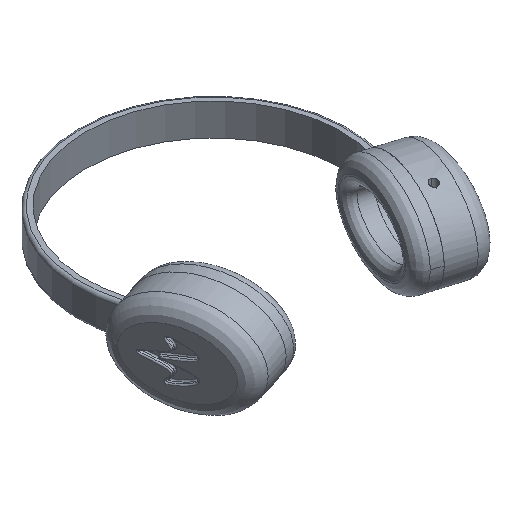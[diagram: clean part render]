
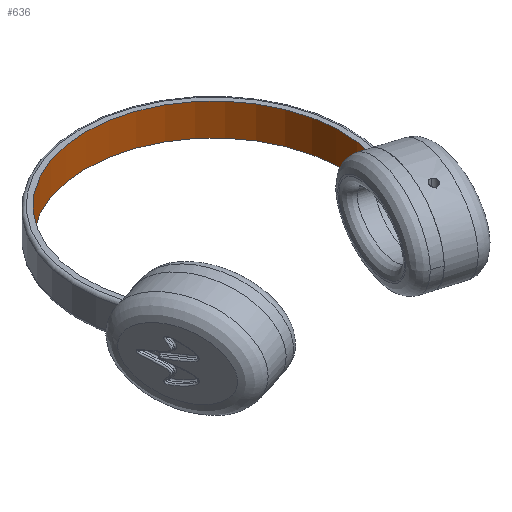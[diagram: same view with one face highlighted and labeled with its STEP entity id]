
A CAD part, isometric view. The second image highlights one B-rep face of the part: STEP entity #636.
In plain terms, the highlighted cylindrical face has radius 101.6 mm (diameter 203.2 mm), a partial arc.
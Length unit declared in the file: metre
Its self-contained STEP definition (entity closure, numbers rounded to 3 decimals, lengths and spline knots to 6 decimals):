
#18=CYLINDRICAL_SURFACE('',#711,0.1016);
#25=CIRCLE('',#712,0.1016);
#26=CIRCLE('',#713,0.1016);
#51=LINE('',#7996,#75);
#53=LINE('',#8004,#77);
#75=VECTOR('',#805,1.);
#77=VECTOR('',#813,1.);
#268=ORIENTED_EDGE('',*,*,#368,.F.);
#269=ORIENTED_EDGE('',*,*,#369,.F.);
#270=ORIENTED_EDGE('',*,*,#370,.T.);
#271=ORIENTED_EDGE('',*,*,#365,.T.);
#365=EDGE_CURVE('',#429,#428,#51,.T.);
#368=EDGE_CURVE('',#431,#428,#25,.T.);
#369=EDGE_CURVE('',#432,#431,#53,.T.);
#370=EDGE_CURVE('',#432,#429,#26,.T.);
#428=VERTEX_POINT('',#7995);
#429=VERTEX_POINT('',#7997);
#431=VERTEX_POINT('',#8003);
#432=VERTEX_POINT('',#8005);
#528=EDGE_LOOP('',(#268,#269,#270,#271));
#585=FACE_BOUND('',#528,.T.);
#636=ADVANCED_FACE('',(#585),#18,.F.);
#711=AXIS2_PLACEMENT_3D('',#8001,#809,#810);
#712=AXIS2_PLACEMENT_3D('',#8002,#811,#812);
#713=AXIS2_PLACEMENT_3D('',#8006,#814,#815);
#805=DIRECTION('',(0.,0.,-1.));
#809=DIRECTION('',(0.,0.,-1.));
#810=DIRECTION('',(-1.,0.,0.));
#811=DIRECTION('',(0.,0.,1.));
#812=DIRECTION('',(1.,0.,0.));
#813=DIRECTION('',(0.,0.,-1.));
#814=DIRECTION('',(0.,0.,1.));
#815=DIRECTION('',(1.,0.,0.));
#7995=CARTESIAN_POINT('',(-0.097134,-0.029793,0.));
#7996=CARTESIAN_POINT('',(-0.097134,-0.029793,0.0254));
#7997=CARTESIAN_POINT('',(-0.097134,-0.029793,0.0254));
#8001=CARTESIAN_POINT('',(0.,0.,0.0254));
#8002=CARTESIAN_POINT('',(0.,0.,0.));
#8003=CARTESIAN_POINT('',(0.097134,-0.029793,0.));
#8004=CARTESIAN_POINT('',(0.097134,-0.029793,0.0254));
#8005=CARTESIAN_POINT('',(0.097134,-0.029793,0.0254));
#8006=CARTESIAN_POINT('',(0.,0.,0.0254));
